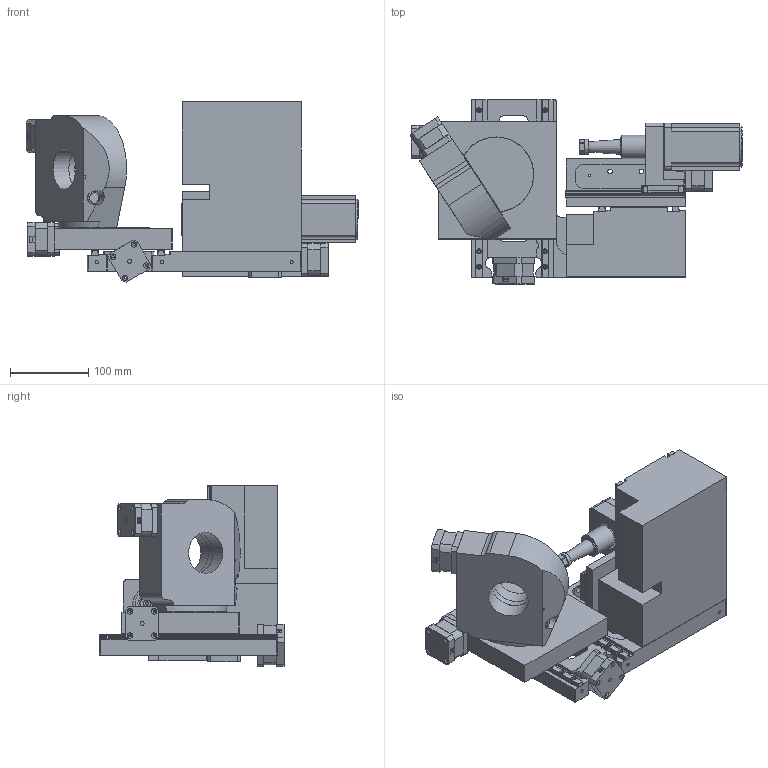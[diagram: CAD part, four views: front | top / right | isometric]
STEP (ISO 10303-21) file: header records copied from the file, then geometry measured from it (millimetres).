
FILE_DESCRIPTION(/* description */ (''),/* implementation_level */ '2;1');
FILE_NAME(/* name */ 'V2-10 .step',/* time_stamp */ '2022-07-10T15:10:38+02:00',/* author */ (''),/* organization */ (''),/* preprocessor_version */ 'ST-DEVELOPER v19',/* originating_system */ 'Autodesk Translation Framework v11.7.0.108',/* authorisation */ '');
FILE_SCHEMA (('AUTOMOTIVE_DESIGN { 1 0 10303 214 3 1 1 }'));
Length unit declared in the file: millimetre
Products named in the file (10): V2-10; V2-50 BASE; V2-50 CARRAGE; V2-50 SPINDLE; spindle v3; Nema 24 v3 v2; tool holder extended v1; V2-50 VERT; V2-50 DISC; V2-50 TABLE
Assembly tree (9 placements, depth 4):
  V2-10
    V2-50 BASE
    V2-50 CARRAGE
    V2-50 SPINDLE
      spindle v3
        Nema 24 v3 v2
        tool holder extended v1
    V2-50 VERT
    V2-50 DISC
    V2-50 TABLE
Bounding box: 423.56 x 234.76 x 229.9 mm (x, y, z)
Volume: 5323933.3 mm3; surface area: 689781.8 mm2
Topology: 30 solids, 52 shells, 1702 faces, 4045 edges, 2665 vertices
Faces by surface type: plane 850, cylinder 635, bspline 162, cone 54, torus 1
Full cylindrical faces by diameter (mm): 1.15 x20, 2 x10, 3 x120, 3.175 x15, 3.242 x4, 3.5 x42, 4 x23, 4.5 x8, 5 x14, 6 x51, 6.35 x5, 6.8 x4, 7.93 x2, 8 x9, 8.051 x2, 9 x1, 10 x2, 10.4 x9, 12 x1, 12.954 x2, 14 x2, 14.6 x1, 15.85 x1, 16 x1, 18 x6, 19 x1, 22 x6, 23 x1, 30 x1, 32 x5
Entity records: 53491 total; most frequent: CARTESIAN_POINT 11763, DIRECTION 8172, ORIENTED_EDGE 8078, EDGE_CURVE 4039, AXIS2_PLACEMENT_3D 2931, VERTEX_POINT 2665, LINE 2310, VECTOR 2310
